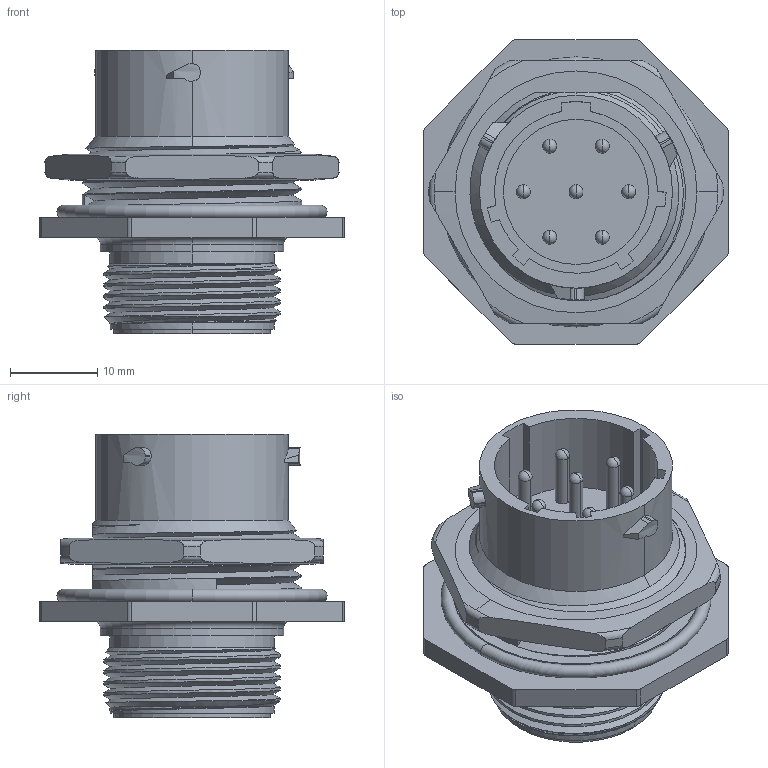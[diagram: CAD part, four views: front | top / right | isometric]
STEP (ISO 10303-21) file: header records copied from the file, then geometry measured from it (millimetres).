
FILE_DESCRIPTION((''),'2;1');
FILE_NAME('UTS7147P_CATALOGUE_PRT','2010-09-24T',('amartin'),(''),'PRO/ENGINEER BY PARAMETRIC TECHNOLOGY CORPORATION, 2007390','PRO/ENGINEER BY PARAMETRIC TECHNOLOGY CORPORATION, 2007390','');
FILE_SCHEMA(('CONFIG_CONTROL_DESIGN'));
Length unit declared in the file: millimetre
Products named in the file (1): UTS7147P_CATALOGUE_PRT
Bounding box: 34.9 x 34.9 x 32.55 mm (x, y, z)
Volume: 12437.7 mm3; surface area: 6677.8 mm2
Topology: 1 solids, 2 shells, 218 faces, 566 edges, 362 vertices
Faces by surface type: cylinder 95, plane 66, torus 18, sphere 14, bspline 14, cone 11
Entity records: 9540 total; most frequent: CARTESIAN_POINT 4339, ORIENTED_EDGE 1104, DIRECTION 1038, EDGE_CURVE 552, AXIS2_PLACEMENT_3D 417, VERTEX_POINT 362, EDGE_LOOP 244, FACE_OUTER_BOUND 218
